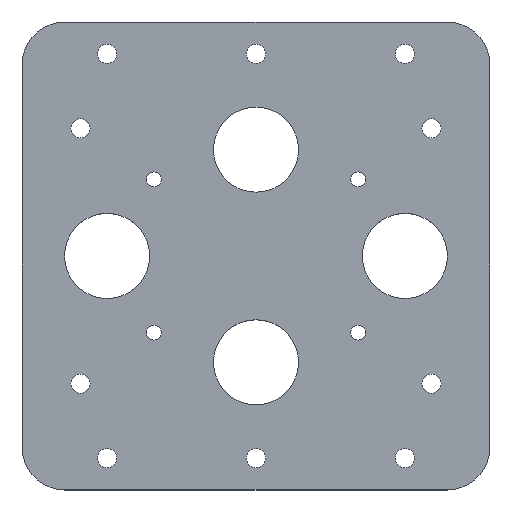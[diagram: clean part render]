
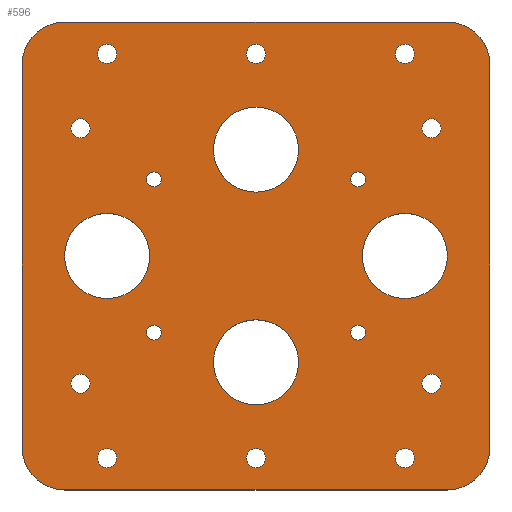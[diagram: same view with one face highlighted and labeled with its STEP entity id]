
A CAD part, top view. The second image highlights one B-rep face of the part: STEP entity #596.
In plain terms, the highlighted planar face has unit normal (0, 0, 1).
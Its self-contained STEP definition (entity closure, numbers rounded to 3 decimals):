
#33=FACE_BOUND('',#131,.T.);
#34=FACE_BOUND('',#132,.T.);
#35=FACE_BOUND('',#133,.T.);
#36=FACE_BOUND('',#134,.T.);
#37=FACE_BOUND('',#135,.T.);
#38=FACE_BOUND('',#136,.T.);
#39=FACE_BOUND('',#137,.T.);
#40=FACE_BOUND('',#138,.T.);
#41=FACE_BOUND('',#139,.T.);
#42=FACE_BOUND('',#140,.T.);
#43=FACE_BOUND('',#141,.T.);
#44=FACE_BOUND('',#142,.T.);
#45=FACE_BOUND('',#143,.T.);
#46=FACE_BOUND('',#144,.T.);
#47=FACE_BOUND('',#145,.T.);
#48=FACE_BOUND('',#146,.T.);
#49=FACE_BOUND('',#147,.T.);
#50=FACE_BOUND('',#148,.T.);
#56=PLANE('',#682);
#84=FACE_OUTER_BOUND('',#130,.T.);
#130=EDGE_LOOP('',(#521,#522,#523,#524,#525,#526,#527,#528));
#131=EDGE_LOOP('',(#529));
#132=EDGE_LOOP('',(#530));
#133=EDGE_LOOP('',(#531));
#134=EDGE_LOOP('',(#532));
#135=EDGE_LOOP('',(#533));
#136=EDGE_LOOP('',(#534));
#137=EDGE_LOOP('',(#535));
#138=EDGE_LOOP('',(#536));
#139=EDGE_LOOP('',(#537));
#140=EDGE_LOOP('',(#538));
#141=EDGE_LOOP('',(#539));
#142=EDGE_LOOP('',(#540));
#143=EDGE_LOOP('',(#541));
#144=EDGE_LOOP('',(#542));
#145=EDGE_LOOP('',(#543));
#146=EDGE_LOOP('',(#544));
#147=EDGE_LOOP('',(#545));
#148=EDGE_LOOP('',(#546));
#161=LINE('',#926,#195);
#167=LINE('',#966,#201);
#170=LINE('',#974,#204);
#182=LINE('',#1020,#216);
#195=VECTOR('',#753,10.);
#201=VECTOR('',#793,10.);
#204=VECTOR('',#802,10.);
#216=VECTOR('',#860,10.);
#217=CIRCLE('',#612,10.);
#219=CIRCLE('',#615,10.);
#221=CIRCLE('',#618,10.);
#223=CIRCLE('',#621,10.);
#225=CIRCLE('',#624,1.75);
#227=CIRCLE('',#627,1.75);
#229=CIRCLE('',#630,1.75);
#231=CIRCLE('',#633,1.75);
#233=CIRCLE('',#636,10.);
#248=CIRCLE('',#654,10.);
#249=CIRCLE('',#657,10.);
#250=CIRCLE('',#660,10.);
#251=CIRCLE('',#662,2.25);
#252=CIRCLE('',#664,2.25);
#253=CIRCLE('',#666,2.25);
#254=CIRCLE('',#668,2.25);
#255=CIRCLE('',#670,2.25);
#256=CIRCLE('',#672,2.25);
#257=CIRCLE('',#674,2.25);
#258=CIRCLE('',#676,2.25);
#259=CIRCLE('',#678,2.25);
#260=CIRCLE('',#680,2.25);
#261=VERTEX_POINT('',#865);
#263=VERTEX_POINT('',#871);
#265=VERTEX_POINT('',#877);
#267=VERTEX_POINT('',#883);
#269=VERTEX_POINT('',#889);
#271=VERTEX_POINT('',#895);
#273=VERTEX_POINT('',#901);
#275=VERTEX_POINT('',#907);
#277=VERTEX_POINT('',#913);
#278=VERTEX_POINT('',#914);
#282=VERTEX_POINT('',#924);
#298=VERTEX_POINT('',#960);
#299=VERTEX_POINT('',#964);
#300=VERTEX_POINT('',#968);
#301=VERTEX_POINT('',#972);
#302=VERTEX_POINT('',#976);
#303=VERTEX_POINT('',#980);
#304=VERTEX_POINT('',#984);
#305=VERTEX_POINT('',#988);
#306=VERTEX_POINT('',#992);
#307=VERTEX_POINT('',#996);
#308=VERTEX_POINT('',#1000);
#309=VERTEX_POINT('',#1004);
#310=VERTEX_POINT('',#1008);
#311=VERTEX_POINT('',#1012);
#312=VERTEX_POINT('',#1016);
#313=EDGE_CURVE('',#261,#261,#217,.T.);
#316=EDGE_CURVE('',#263,#263,#219,.T.);
#319=EDGE_CURVE('',#265,#265,#221,.T.);
#322=EDGE_CURVE('',#267,#267,#223,.T.);
#325=EDGE_CURVE('',#269,#269,#225,.T.);
#328=EDGE_CURVE('',#271,#271,#227,.T.);
#331=EDGE_CURVE('',#273,#273,#229,.T.);
#334=EDGE_CURVE('',#275,#275,#231,.T.);
#337=EDGE_CURVE('',#277,#278,#233,.T.);
#343=EDGE_CURVE('',#277,#282,#161,.T.);
#360=EDGE_CURVE('',#298,#282,#248,.T.);
#363=EDGE_CURVE('',#298,#299,#167,.T.);
#364=EDGE_CURVE('',#300,#299,#249,.T.);
#367=EDGE_CURVE('',#300,#301,#170,.T.);
#368=EDGE_CURVE('',#302,#301,#250,.T.);
#371=EDGE_CURVE('',#303,#303,#251,.T.);
#373=EDGE_CURVE('',#304,#304,#252,.T.);
#375=EDGE_CURVE('',#305,#305,#253,.T.);
#377=EDGE_CURVE('',#306,#306,#254,.T.);
#379=EDGE_CURVE('',#307,#307,#255,.T.);
#381=EDGE_CURVE('',#308,#308,#256,.T.);
#383=EDGE_CURVE('',#309,#309,#257,.T.);
#385=EDGE_CURVE('',#310,#310,#258,.T.);
#387=EDGE_CURVE('',#311,#311,#259,.T.);
#389=EDGE_CURVE('',#312,#312,#260,.T.);
#390=EDGE_CURVE('',#302,#278,#182,.T.);
#521=ORIENTED_EDGE('',*,*,#337,.F.);
#522=ORIENTED_EDGE('',*,*,#343,.T.);
#523=ORIENTED_EDGE('',*,*,#360,.F.);
#524=ORIENTED_EDGE('',*,*,#363,.T.);
#525=ORIENTED_EDGE('',*,*,#364,.F.);
#526=ORIENTED_EDGE('',*,*,#367,.T.);
#527=ORIENTED_EDGE('',*,*,#368,.F.);
#528=ORIENTED_EDGE('',*,*,#390,.T.);
#529=ORIENTED_EDGE('',*,*,#313,.T.);
#530=ORIENTED_EDGE('',*,*,#316,.T.);
#531=ORIENTED_EDGE('',*,*,#319,.T.);
#532=ORIENTED_EDGE('',*,*,#322,.T.);
#533=ORIENTED_EDGE('',*,*,#325,.T.);
#534=ORIENTED_EDGE('',*,*,#328,.T.);
#535=ORIENTED_EDGE('',*,*,#331,.T.);
#536=ORIENTED_EDGE('',*,*,#334,.T.);
#537=ORIENTED_EDGE('',*,*,#371,.T.);
#538=ORIENTED_EDGE('',*,*,#373,.T.);
#539=ORIENTED_EDGE('',*,*,#375,.T.);
#540=ORIENTED_EDGE('',*,*,#377,.T.);
#541=ORIENTED_EDGE('',*,*,#379,.T.);
#542=ORIENTED_EDGE('',*,*,#381,.T.);
#543=ORIENTED_EDGE('',*,*,#383,.T.);
#544=ORIENTED_EDGE('',*,*,#385,.T.);
#545=ORIENTED_EDGE('',*,*,#387,.T.);
#546=ORIENTED_EDGE('',*,*,#389,.T.);
#596=ADVANCED_FACE('',(#84,#33,#34,#35,#36,#37,#38,#39,#40,#41,#42,#43,
#44,#45,#46,#47,#48,#49,#50),#56,.T.);
#612=AXIS2_PLACEMENT_3D('',#866,#687,#688);
#615=AXIS2_PLACEMENT_3D('',#872,#694,#695);
#618=AXIS2_PLACEMENT_3D('',#878,#701,#702);
#621=AXIS2_PLACEMENT_3D('',#884,#708,#709);
#624=AXIS2_PLACEMENT_3D('',#890,#715,#716);
#627=AXIS2_PLACEMENT_3D('',#896,#722,#723);
#630=AXIS2_PLACEMENT_3D('',#902,#729,#730);
#633=AXIS2_PLACEMENT_3D('',#908,#736,#737);
#636=AXIS2_PLACEMENT_3D('',#915,#743,#744);
#654=AXIS2_PLACEMENT_3D('',#961,#787,#788);
#657=AXIS2_PLACEMENT_3D('',#969,#796,#797);
#660=AXIS2_PLACEMENT_3D('',#977,#805,#806);
#662=AXIS2_PLACEMENT_3D('',#982,#811,#812);
#664=AXIS2_PLACEMENT_3D('',#986,#816,#817);
#666=AXIS2_PLACEMENT_3D('',#990,#821,#822);
#668=AXIS2_PLACEMENT_3D('',#994,#826,#827);
#670=AXIS2_PLACEMENT_3D('',#998,#831,#832);
#672=AXIS2_PLACEMENT_3D('',#1002,#836,#837);
#674=AXIS2_PLACEMENT_3D('',#1006,#841,#842);
#676=AXIS2_PLACEMENT_3D('',#1010,#846,#847);
#678=AXIS2_PLACEMENT_3D('',#1014,#851,#852);
#680=AXIS2_PLACEMENT_3D('',#1018,#856,#857);
#682=AXIS2_PLACEMENT_3D('',#1021,#861,#862);
#687=DIRECTION('center_axis',(0.,0.,-1.));
#688=DIRECTION('ref_axis',(0.,-1.,0.));
#694=DIRECTION('center_axis',(0.,0.,-1.));
#695=DIRECTION('ref_axis',(0.,-1.,0.));
#701=DIRECTION('center_axis',(0.,0.,-1.));
#702=DIRECTION('ref_axis',(0.,-1.,0.));
#708=DIRECTION('center_axis',(0.,0.,-1.));
#709=DIRECTION('ref_axis',(0.,-1.,0.));
#715=DIRECTION('center_axis',(0.,0.,-1.));
#716=DIRECTION('ref_axis',(0.,1.,0.));
#722=DIRECTION('center_axis',(0.,0.,-1.));
#723=DIRECTION('ref_axis',(0.,1.,0.));
#729=DIRECTION('center_axis',(0.,0.,-1.));
#730=DIRECTION('ref_axis',(0.,1.,0.));
#736=DIRECTION('center_axis',(0.,0.,-1.));
#737=DIRECTION('ref_axis',(0.,1.,0.));
#743=DIRECTION('center_axis',(0.,0.,-1.));
#744=DIRECTION('ref_axis',(-0.707,-0.707,0.));
#753=DIRECTION('',(1.,0.,0.));
#787=DIRECTION('center_axis',(0.,0.,-1.));
#788=DIRECTION('ref_axis',(0.707,-0.707,0.));
#793=DIRECTION('',(0.,1.,0.));
#796=DIRECTION('center_axis',(0.,0.,-1.));
#797=DIRECTION('ref_axis',(0.707,0.707,0.));
#802=DIRECTION('',(-1.,0.,0.));
#805=DIRECTION('center_axis',(0.,0.,-1.));
#806=DIRECTION('ref_axis',(-0.707,0.707,0.));
#811=DIRECTION('center_axis',(0.,0.,-1.));
#812=DIRECTION('ref_axis',(0.,-1.,0.));
#816=DIRECTION('center_axis',(0.,0.,-1.));
#817=DIRECTION('ref_axis',(0.,-1.,0.));
#821=DIRECTION('center_axis',(0.,0.,-1.));
#822=DIRECTION('ref_axis',(0.,-1.,0.));
#826=DIRECTION('center_axis',(0.,0.,-1.));
#827=DIRECTION('ref_axis',(0.,-1.,0.));
#831=DIRECTION('center_axis',(0.,0.,-1.));
#832=DIRECTION('ref_axis',(0.,-1.,0.));
#836=DIRECTION('center_axis',(0.,0.,-1.));
#837=DIRECTION('ref_axis',(0.,-1.,0.));
#841=DIRECTION('center_axis',(0.,0.,-1.));
#842=DIRECTION('ref_axis',(0.,-1.,0.));
#846=DIRECTION('center_axis',(0.,0.,-1.));
#847=DIRECTION('ref_axis',(0.,-1.,0.));
#851=DIRECTION('center_axis',(0.,0.,-1.));
#852=DIRECTION('ref_axis',(0.,-1.,0.));
#856=DIRECTION('center_axis',(0.,0.,-1.));
#857=DIRECTION('ref_axis',(0.,-1.,0.));
#860=DIRECTION('',(0.,-1.,0.));
#861=DIRECTION('center_axis',(0.,0.,1.));
#862=DIRECTION('ref_axis',(0.,1.,0.));
#865=CARTESIAN_POINT('',(0.,-15.,5.));
#866=CARTESIAN_POINT('Origin',(0.,-25.,5.));
#871=CARTESIAN_POINT('',(0.,35.,5.));
#872=CARTESIAN_POINT('Origin',(0.,25.,5.));
#877=CARTESIAN_POINT('',(-35.,10.,5.));
#878=CARTESIAN_POINT('Origin',(-35.,0.,5.));
#883=CARTESIAN_POINT('',(35.,10.,5.));
#884=CARTESIAN_POINT('Origin',(35.,0.,5.));
#889=CARTESIAN_POINT('',(24.,16.25,5.));
#890=CARTESIAN_POINT('Origin',(24.,18.,5.));
#895=CARTESIAN_POINT('',(-24.,-19.75,5.));
#896=CARTESIAN_POINT('Origin',(-24.,-18.,5.));
#901=CARTESIAN_POINT('',(-24.,16.25,5.));
#902=CARTESIAN_POINT('Origin',(-24.,18.,5.));
#907=CARTESIAN_POINT('',(24.,-19.75,5.));
#908=CARTESIAN_POINT('Origin',(24.,-18.,5.));
#913=CARTESIAN_POINT('',(-45.,-55.,5.));
#914=CARTESIAN_POINT('',(-55.,-45.,5.));
#915=CARTESIAN_POINT('Origin',(-45.,-45.,5.));
#924=CARTESIAN_POINT('',(45.,-55.,5.));
#926=CARTESIAN_POINT('',(-55.,-55.,5.));
#960=CARTESIAN_POINT('',(55.,-45.,5.));
#961=CARTESIAN_POINT('Origin',(45.,-45.,5.));
#964=CARTESIAN_POINT('',(55.,45.,5.));
#966=CARTESIAN_POINT('',(55.,-55.,5.));
#968=CARTESIAN_POINT('',(45.,55.,5.));
#969=CARTESIAN_POINT('Origin',(45.,45.,5.));
#972=CARTESIAN_POINT('',(-45.,55.,5.));
#974=CARTESIAN_POINT('',(55.,55.,5.));
#976=CARTESIAN_POINT('',(-55.,45.,5.));
#977=CARTESIAN_POINT('Origin',(-45.,45.,5.));
#980=CARTESIAN_POINT('',(0.,-45.25,5.));
#982=CARTESIAN_POINT('Origin',(0.,-47.5,5.));
#984=CARTESIAN_POINT('',(41.25,-27.75,5.));
#986=CARTESIAN_POINT('Origin',(41.25,-30.,5.));
#988=CARTESIAN_POINT('',(35.,49.75,5.));
#990=CARTESIAN_POINT('Origin',(35.,47.5,5.));
#992=CARTESIAN_POINT('',(-35.,49.75,5.));
#994=CARTESIAN_POINT('Origin',(-35.,47.5,5.));
#996=CARTESIAN_POINT('',(-41.25,-27.75,5.));
#998=CARTESIAN_POINT('Origin',(-41.25,-30.,5.));
#1000=CARTESIAN_POINT('',(-41.25,32.25,5.));
#1002=CARTESIAN_POINT('Origin',(-41.25,30.,5.));
#1004=CARTESIAN_POINT('',(0.,49.75,5.));
#1006=CARTESIAN_POINT('Origin',(0.,47.5,5.));
#1008=CARTESIAN_POINT('',(41.25,32.25,5.));
#1010=CARTESIAN_POINT('Origin',(41.25,30.,5.));
#1012=CARTESIAN_POINT('',(35.,-45.25,5.));
#1014=CARTESIAN_POINT('Origin',(35.,-47.5,5.));
#1016=CARTESIAN_POINT('',(-35.,-45.25,5.));
#1018=CARTESIAN_POINT('Origin',(-35.,-47.5,5.));
#1020=CARTESIAN_POINT('',(-55.,55.,5.));
#1021=CARTESIAN_POINT('Origin',(0.,0.,5.));
